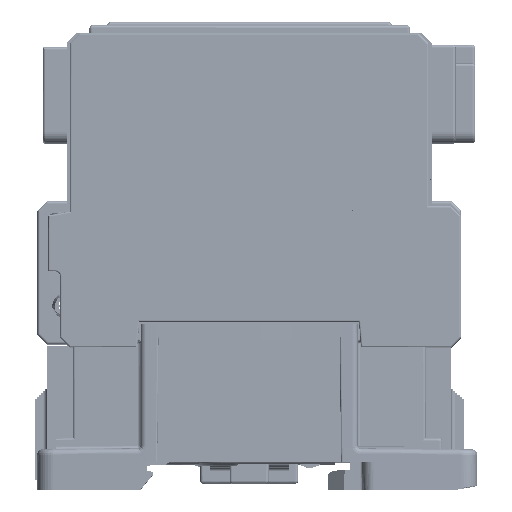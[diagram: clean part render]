
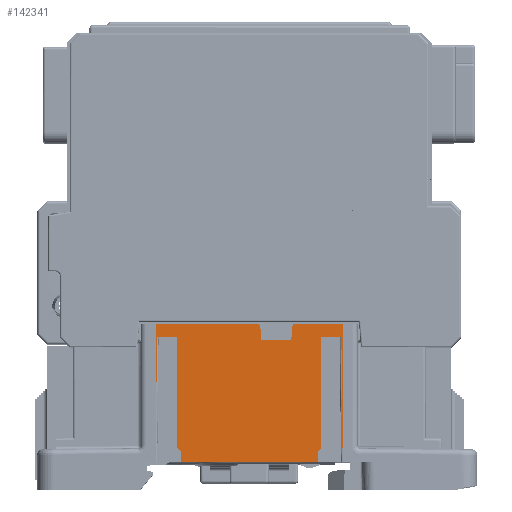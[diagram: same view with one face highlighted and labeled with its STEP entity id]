
A CAD part, top view. The second image highlights one B-rep face of the part: STEP entity #142341.
In plain terms, the highlighted planar face has unit normal (0, -0.009, 1).
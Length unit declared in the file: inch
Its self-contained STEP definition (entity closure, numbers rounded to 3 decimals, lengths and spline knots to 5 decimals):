
#87922=CARTESIAN_POINT('',(2.44854,0.63653,2.28887));
#87923=VERTEX_POINT('',#87922);
#87930=CARTESIAN_POINT('',(1.45644,0.63653,2.28887));
#87931=VERTEX_POINT('',#87930);
#87932=CARTESIAN_POINT('',(1.45644,0.63653,2.28887));
#87933=DIRECTION('',(1.0,0.0,0.0));
#87934=VECTOR('',#87933,0.9921);
#87935=LINE('',#87932,#87934);
#87936=EDGE_CURVE('',#87931,#87923,#87935,.T.);
#137282=CARTESIAN_POINT('',(2.01319,1.63653,2.2976));
#137283=VERTEX_POINT('',#137282);
#137284=CARTESIAN_POINT('',(2.0328,1.61856,2.29744));
#137285=VERTEX_POINT('',#137284);
#137286=CARTESIAN_POINT('',(2.01319,1.61685,2.29742));
#137287=DIRECTION('',(0.,0.009,-1.));
#137288=DIRECTION('',(0.996,0.087,0.001));
#137289=AXIS2_PLACEMENT_3D('',#137286,#137287,#137288);
#137290=CIRCLE('',#137289,0.01969);
#137291=EDGE_CURVE('',#137283,#137285,#137290,.T.);
#138037=CARTESIAN_POINT('',(2.26588,1.61856,2.29744));
#138038=VERTEX_POINT('',#138037);
#138045=CARTESIAN_POINT('',(2.28549,1.63653,2.2976));
#138046=VERTEX_POINT('',#138045);
#138047=CARTESIAN_POINT('',(2.28549,1.61685,2.29742));
#138048=DIRECTION('',(0.,0.009,-1.));
#138049=DIRECTION('',(0.,1.,0.009));
#138050=AXIS2_PLACEMENT_3D('',#138047,#138048,#138049);
#138051=CIRCLE('',#138050,0.01969);
#138052=EDGE_CURVE('',#138038,#138046,#138051,.T.);
#140523=CARTESIAN_POINT('',(1.2841,1.54205,2.29677));
#140524=VERTEX_POINT('',#140523);
#140549=CARTESIAN_POINT('',(1.42887,1.54205,2.29677));
#140550=VERTEX_POINT('',#140549);
#140557=CARTESIAN_POINT('',(1.2841,1.54205,2.29677));
#140558=DIRECTION('',(1.0,0.0,0.0));
#140559=VECTOR('',#140558,0.14476);
#140560=LINE('',#140557,#140559);
#140561=EDGE_CURVE('',#140524,#140550,#140560,.T.);
#140571=CARTESIAN_POINT('',(1.43239,0.73538,2.28973));
#140572=VERTEX_POINT('',#140571);
#140573=CARTESIAN_POINT('',(1.42887,1.54205,2.29677));
#140574=DIRECTION('',(0.004,-1.,-0.009));
#140575=VECTOR('',#140574,0.80671);
#140576=LINE('',#140573,#140575);
#140577=EDGE_CURVE('',#140550,#140572,#140576,.T.);
#140597=CARTESIAN_POINT('',(1.45611,0.71165,2.28952));
#140598=VERTEX_POINT('',#140597);
#140605=CARTESIAN_POINT('',(1.43239,0.73538,2.28973));
#140606=DIRECTION('',(0.707,-0.707,-0.006));
#140607=VECTOR('',#140606,0.03355);
#140608=LINE('',#140605,#140607);
#140609=EDGE_CURVE('',#140572,#140598,#140608,.T.);
#140629=CARTESIAN_POINT('',(2.47611,1.54205,2.29677));
#140630=VERTEX_POINT('',#140629);
#140637=CARTESIAN_POINT('',(2.47259,0.73538,2.28973));
#140638=VERTEX_POINT('',#140637);
#140639=CARTESIAN_POINT('',(2.47259,0.73538,2.28973));
#140640=DIRECTION('',(0.004,1.,0.009));
#140641=VECTOR('',#140640,0.80671);
#140642=LINE('',#140639,#140641);
#140643=EDGE_CURVE('',#140638,#140630,#140642,.T.);
#140659=CARTESIAN_POINT('',(2.25712,1.51842,2.29656));
#140660=VERTEX_POINT('',#140659);
#140661=CARTESIAN_POINT('',(2.26588,1.61856,2.29744));
#140662=DIRECTION('',(-0.087,-0.996,-0.009));
#140663=VECTOR('',#140662,0.10053);
#140664=LINE('',#140661,#140663);
#140665=EDGE_CURVE('',#138038,#140660,#140664,.T.);
#140683=CARTESIAN_POINT('',(2.04156,1.51842,2.29656));
#140684=VERTEX_POINT('',#140683);
#140691=CARTESIAN_POINT('',(2.04156,1.51842,2.29656));
#140692=DIRECTION('',(1.0,0.0,0.0));
#140693=VECTOR('',#140692,0.21555);
#140694=LINE('',#140691,#140693);
#140695=EDGE_CURVE('',#140660,#140684,#140694,.F.);
#140709=CARTESIAN_POINT('',(2.04156,1.51842,2.29656));
#140710=DIRECTION('',(-0.087,0.996,0.009));
#140711=VECTOR('',#140710,0.10053);
#140712=LINE('',#140709,#140711);
#140713=EDGE_CURVE('',#140684,#137285,#140712,.T.);
#140726=CARTESIAN_POINT('',(1.27575,1.63653,2.2976));
#140727=VERTEX_POINT('',#140726);
#140734=CARTESIAN_POINT('',(1.27575,1.63653,2.2976));
#140735=DIRECTION('',(1.0,0.0,0.0));
#140736=VECTOR('',#140735,0.73744);
#140737=LINE('',#140734,#140736);
#140738=EDGE_CURVE('',#137283,#140727,#140737,.F.);
#140751=CARTESIAN_POINT('',(1.27569,0.71311,2.28954));
#140752=VERTEX_POINT('',#140751);
#140759=CARTESIAN_POINT('',(1.27575,0.71311,2.28954));
#140760=DIRECTION('',(0.,1.,0.009));
#140761=VECTOR('',#140760,0.92346);
#140762=LINE('',#140759,#140761);
#140763=EDGE_CURVE('',#140727,#140752,#140762,.F.);
#140784=CARTESIAN_POINT('',(1.2841,1.54205,2.29677));
#140785=DIRECTION('',(-0.01,-1.,-0.009));
#140786=VECTOR('',#140785,0.82901);
#140787=LINE('',#140784,#140786);
#140788=EDGE_CURVE('',#140752,#140524,#140787,.F.);
#140800=CARTESIAN_POINT('',(2.44887,0.71165,2.28952));
#140801=VERTEX_POINT('',#140800);
#140802=CARTESIAN_POINT('',(2.44887,0.71165,2.28952));
#140803=DIRECTION('',(0.707,0.707,0.006));
#140804=VECTOR('',#140803,0.03355);
#140805=LINE('',#140802,#140804);
#140806=EDGE_CURVE('',#140801,#140638,#140805,.T.);
#140854=CARTESIAN_POINT('',(2.62087,1.54205,2.29677));
#140855=VERTEX_POINT('',#140854);
#140863=CARTESIAN_POINT('',(2.47611,1.54205,2.29677));
#140864=DIRECTION('',(1.0,0.0,0.0));
#140865=VECTOR('',#140864,0.14476);
#140866=LINE('',#140863,#140865);
#140867=EDGE_CURVE('',#140630,#140855,#140866,.T.);
#141054=CARTESIAN_POINT('',(2.62923,1.63653,2.2976));
#141055=VERTEX_POINT('',#141054);
#141066=CARTESIAN_POINT('',(2.28549,1.63653,2.2976));
#141067=DIRECTION('',(1.0,0.0,0.0));
#141068=VECTOR('',#141067,0.34374);
#141069=LINE('',#141066,#141068);
#141070=EDGE_CURVE('',#141055,#138046,#141069,.F.);
#141083=CARTESIAN_POINT('',(2.62929,0.71311,2.28954));
#141084=VERTEX_POINT('',#141083);
#141091=CARTESIAN_POINT('',(2.62923,0.71311,2.28954));
#141092=DIRECTION('',(-0.01,1.,0.009));
#141093=VECTOR('',#141092,0.82901);
#141094=LINE('',#141091,#141093);
#141095=EDGE_CURVE('',#140855,#141084,#141094,.F.);
#142293=CARTESIAN_POINT('',(1.45611,0.71165,2.28952));
#142294=DIRECTION('',(0.004,-1.,-0.009));
#142295=VECTOR('',#142294,0.07512);
#142296=LINE('',#142293,#142295);
#142297=EDGE_CURVE('',#140598,#87931,#142296,.T.);
#142304=CARTESIAN_POINT('',(0.36686,1.63653,2.2976));
#142305=DIRECTION('',(0.,-0.009,1.));
#142306=DIRECTION('',(1.0,0.0,0.0));
#142307=AXIS2_PLACEMENT_3D('',#142304,#142305,#142306);
#142308=PLANE('',#142307);
#142309=ORIENTED_EDGE('',*,*,#140763,.T.);
#142310=ORIENTED_EDGE('',*,*,#140788,.T.);
#142311=ORIENTED_EDGE('',*,*,#140561,.T.);
#142312=ORIENTED_EDGE('',*,*,#140577,.T.);
#142313=ORIENTED_EDGE('',*,*,#140609,.T.);
#142314=ORIENTED_EDGE('',*,*,#142297,.T.);
#142315=ORIENTED_EDGE('',*,*,#87936,.T.);
#142316=CARTESIAN_POINT('',(2.44854,0.63653,2.28887));
#142317=DIRECTION('',(0.004,1.,0.009));
#142318=VECTOR('',#142317,0.07512);
#142319=LINE('',#142316,#142318);
#142320=EDGE_CURVE('',#87923,#140801,#142319,.T.);
#142321=ORIENTED_EDGE('',*,*,#142320,.T.);
#142322=ORIENTED_EDGE('',*,*,#140806,.T.);
#142323=ORIENTED_EDGE('',*,*,#140643,.T.);
#142324=ORIENTED_EDGE('',*,*,#140867,.T.);
#142325=ORIENTED_EDGE('',*,*,#141095,.T.);
#142326=CARTESIAN_POINT('',(2.62933,0.71311,2.28954));
#142327=DIRECTION('',(0.,1.,0.009));
#142328=VECTOR('',#142327,0.92346);
#142329=LINE('',#142326,#142328);
#142330=EDGE_CURVE('',#141055,#141084,#142329,.F.);
#142331=ORIENTED_EDGE('',*,*,#142330,.F.);
#142332=ORIENTED_EDGE('',*,*,#141070,.T.);
#142333=ORIENTED_EDGE('',*,*,#138052,.F.);
#142334=ORIENTED_EDGE('',*,*,#140665,.T.);
#142335=ORIENTED_EDGE('',*,*,#140695,.T.);
#142336=ORIENTED_EDGE('',*,*,#140713,.T.);
#142337=ORIENTED_EDGE('',*,*,#137291,.F.);
#142338=ORIENTED_EDGE('',*,*,#140738,.T.);
#142339=EDGE_LOOP('',(#142309,#142310,#142311,#142312,#142313,#142314,#142315,#142321,#142322,#142323,#142324,#142325,#142331,#142332,#142333,#142334,#142335,#142336,#142337,#142338));
#142340=FACE_OUTER_BOUND('',#142339,.T.);
#142341=ADVANCED_FACE('',(#142340),#142308,.T.);
